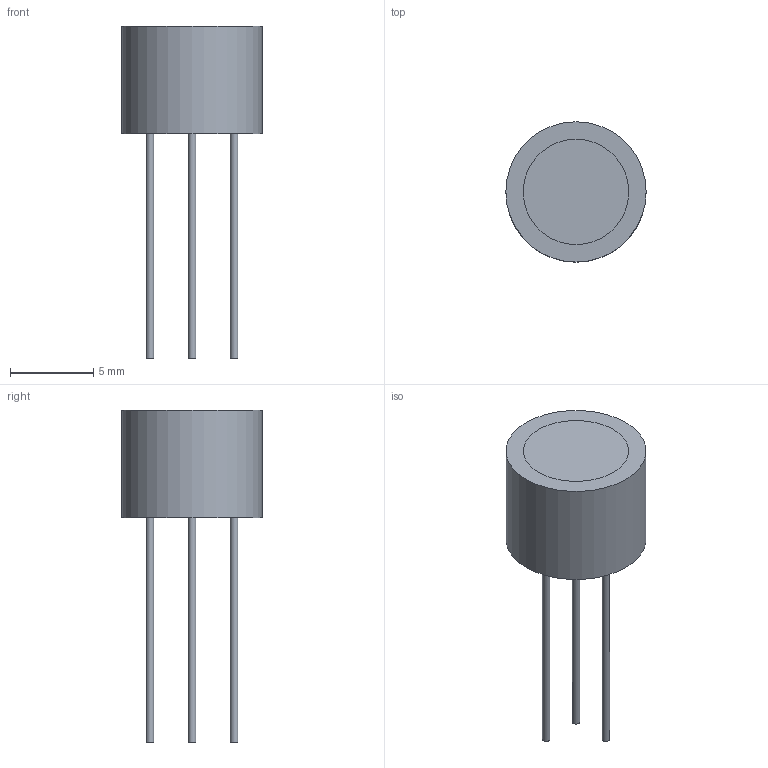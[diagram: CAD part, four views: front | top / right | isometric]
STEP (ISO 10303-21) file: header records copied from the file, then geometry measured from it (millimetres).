
FILE_DESCRIPTION(('FreeCAD Model'),'2;1');
FILE_NAME('Open CASCADE Shape Model','2023-10-03T16:00:46',('Author'),( ''),'Open CASCADE STEP processor 7.5','FreeCAD','Unknown');
FILE_SCHEMA(('AUTOMOTIVE_DESIGN { 1 0 10303 214 1 1 1 1 }'));
Length unit declared in the file: millimetre
Products named in the file (1): Group001
Bounding box: 8.45 x 8.45 x 20 mm (x, y, z)
Volume: 175.7 mm3; surface area: 569.2 mm2
Topology: 1 solids, 2 shells, 17 faces, 22 edges, 15 vertices
Faces by surface type: plane 10, cylinder 7
Full cylindrical faces by diameter (mm): 0.45 x5, 6.35 x1, 8.45 x1
Entity records: 736 total; most frequent: DIRECTION 117, CARTESIAN_POINT 99, ORIENTED_EDGE 44, PCURVE 44, DEFINITIONAL_REPRESENTATION 44, LINE 35, VECTOR 35, AXIS2_PLACEMENT_3D 33
